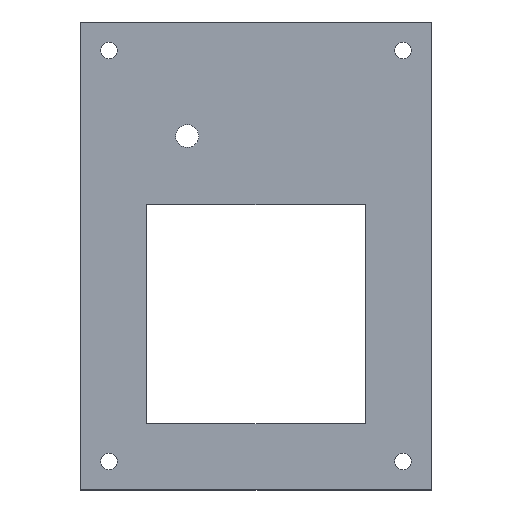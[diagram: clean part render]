
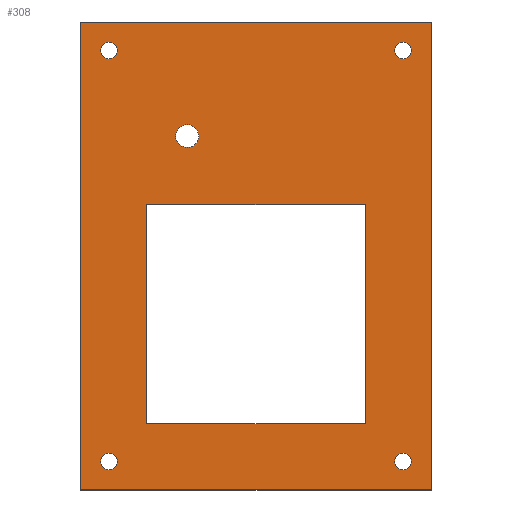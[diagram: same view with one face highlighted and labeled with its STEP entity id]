
A CAD part, top view. The second image highlights one B-rep face of the part: STEP entity #308.
In plain terms, the highlighted planar face has unit normal (0, 0, 1).
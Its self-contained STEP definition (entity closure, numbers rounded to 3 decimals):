
#15=FACE_BOUND('',#71,.T.);
#16=FACE_BOUND('',#72,.T.);
#17=FACE_BOUND('',#73,.T.);
#18=FACE_BOUND('',#74,.T.);
#19=FACE_BOUND('',#75,.T.);
#20=FACE_BOUND('',#76,.T.);
#28=CIRCLE('',#330,2.);
#29=CIRCLE('',#332,1.45);
#31=CIRCLE('',#335,1.45);
#33=CIRCLE('',#338,1.45);
#35=CIRCLE('',#341,1.45);
#55=FACE_OUTER_BOUND('',#70,.T.);
#70=EDGE_LOOP('',(#259,#260,#261,#262));
#71=EDGE_LOOP('',(#263,#264,#265,#266));
#72=EDGE_LOOP('',(#267));
#73=EDGE_LOOP('',(#268));
#74=EDGE_LOOP('',(#269));
#75=EDGE_LOOP('',(#270));
#76=EDGE_LOOP('',(#271));
#86=LINE('',#438,#115);
#90=LINE('',#445,#119);
#93=LINE('',#451,#122);
#95=LINE('',#454,#124);
#103=LINE('',#492,#132);
#106=LINE('',#498,#135);
#109=LINE('',#504,#138);
#112=LINE('',#508,#141);
#115=VECTOR('',#355,10.);
#119=VECTOR('',#361,10.);
#122=VECTOR('',#366,10.);
#124=VECTOR('',#370,10.);
#132=VECTOR('',#410,10.);
#135=VECTOR('',#415,10.);
#138=VECTOR('',#420,10.);
#141=VECTOR('',#425,10.);
#144=VERTEX_POINT('',#435);
#145=VERTEX_POINT('',#437);
#147=VERTEX_POINT('',#443);
#149=VERTEX_POINT('',#449);
#151=VERTEX_POINT('',#458);
#152=VERTEX_POINT('',#462);
#154=VERTEX_POINT('',#468);
#156=VERTEX_POINT('',#474);
#158=VERTEX_POINT('',#480);
#162=VERTEX_POINT('',#489);
#163=VERTEX_POINT('',#491);
#165=VERTEX_POINT('',#497);
#167=VERTEX_POINT('',#503);
#170=EDGE_CURVE('',#145,#144,#86,.T.);
#174=EDGE_CURVE('',#144,#147,#90,.T.);
#177=EDGE_CURVE('',#147,#149,#93,.T.);
#179=EDGE_CURVE('',#149,#145,#95,.T.);
#182=EDGE_CURVE('',#151,#151,#28,.T.);
#183=EDGE_CURVE('',#152,#152,#29,.T.);
#186=EDGE_CURVE('',#154,#154,#31,.T.);
#189=EDGE_CURVE('',#156,#156,#33,.T.);
#192=EDGE_CURVE('',#158,#158,#35,.T.);
#197=EDGE_CURVE('',#163,#162,#103,.T.);
#200=EDGE_CURVE('',#165,#163,#106,.T.);
#203=EDGE_CURVE('',#167,#165,#109,.T.);
#206=EDGE_CURVE('',#162,#167,#112,.T.);
#259=ORIENTED_EDGE('',*,*,#206,.T.);
#260=ORIENTED_EDGE('',*,*,#203,.T.);
#261=ORIENTED_EDGE('',*,*,#200,.T.);
#262=ORIENTED_EDGE('',*,*,#197,.T.);
#263=ORIENTED_EDGE('',*,*,#170,.T.);
#264=ORIENTED_EDGE('',*,*,#174,.T.);
#265=ORIENTED_EDGE('',*,*,#177,.T.);
#266=ORIENTED_EDGE('',*,*,#179,.T.);
#267=ORIENTED_EDGE('',*,*,#182,.T.);
#268=ORIENTED_EDGE('',*,*,#183,.T.);
#269=ORIENTED_EDGE('',*,*,#186,.T.);
#270=ORIENTED_EDGE('',*,*,#189,.T.);
#271=ORIENTED_EDGE('',*,*,#192,.T.);
#293=PLANE('',#347);
#308=ADVANCED_FACE('',(#55,#15,#16,#17,#18,#19,#20),#293,.T.);
#330=AXIS2_PLACEMENT_3D('',#460,#376,#377);
#332=AXIS2_PLACEMENT_3D('',#463,#380,#381);
#335=AXIS2_PLACEMENT_3D('',#469,#387,#388);
#338=AXIS2_PLACEMENT_3D('',#475,#394,#395);
#341=AXIS2_PLACEMENT_3D('',#481,#401,#402);
#347=AXIS2_PLACEMENT_3D('',#509,#426,#427);
#355=DIRECTION('',(-1.,0.,0.));
#361=DIRECTION('',(0.,1.,0.));
#366=DIRECTION('',(1.,0.,0.));
#370=DIRECTION('',(0.,-1.,0.));
#376=DIRECTION('center_axis',(0.,0.,-1.));
#377=DIRECTION('ref_axis',(1.,0.,0.));
#380=DIRECTION('center_axis',(0.,0.,-1.));
#381=DIRECTION('ref_axis',(-1.,0.,0.));
#387=DIRECTION('center_axis',(0.,0.,-1.));
#388=DIRECTION('ref_axis',(-1.,0.,0.));
#394=DIRECTION('center_axis',(0.,0.,-1.));
#395=DIRECTION('ref_axis',(-1.,0.,0.));
#401=DIRECTION('center_axis',(0.,0.,-1.));
#402=DIRECTION('ref_axis',(-1.,0.,0.));
#410=DIRECTION('',(-1.,0.,0.));
#415=DIRECTION('',(0.,1.,0.));
#420=DIRECTION('',(1.,0.,0.));
#425=DIRECTION('',(0.,-1.,0.));
#426=DIRECTION('center_axis',(0.,0.,1.));
#427=DIRECTION('ref_axis',(1.,0.,0.));
#435=CARTESIAN_POINT('',(11.6,11.6,3.));
#437=CARTESIAN_POINT('',(49.9,11.6,3.));
#438=CARTESIAN_POINT('',(21.175,11.6,3.));
#443=CARTESIAN_POINT('',(11.6,50.,3.));
#445=CARTESIAN_POINT('',(11.6,45.5,3.));
#449=CARTESIAN_POINT('',(49.9,50.,3.));
#451=CARTESIAN_POINT('',(40.325,50.,3.));
#454=CARTESIAN_POINT('',(49.9,26.3,3.));
#458=CARTESIAN_POINT('',(16.7,62.,3.));
#460=CARTESIAN_POINT('Origin',(18.7,62.,3.));
#462=CARTESIAN_POINT('',(57.95,77.,3.));
#463=CARTESIAN_POINT('Origin',(56.5,77.,3.));
#468=CARTESIAN_POINT('',(57.95,5.,3.));
#469=CARTESIAN_POINT('Origin',(56.5,5.,3.));
#474=CARTESIAN_POINT('',(6.45,77.,3.));
#475=CARTESIAN_POINT('Origin',(5.,77.,3.));
#480=CARTESIAN_POINT('',(6.45,5.,3.));
#481=CARTESIAN_POINT('Origin',(5.,5.,3.));
#489=CARTESIAN_POINT('',(0.,82.,3.));
#491=CARTESIAN_POINT('',(61.5,82.,3.));
#492=CARTESIAN_POINT('',(61.5,82.,3.));
#497=CARTESIAN_POINT('',(61.5,0.,3.));
#498=CARTESIAN_POINT('',(61.5,0.,3.));
#503=CARTESIAN_POINT('',(0.,0.,3.));
#504=CARTESIAN_POINT('',(0.,0.,3.));
#508=CARTESIAN_POINT('',(0.,82.,3.));
#509=CARTESIAN_POINT('Origin',(30.75,41.,3.));
